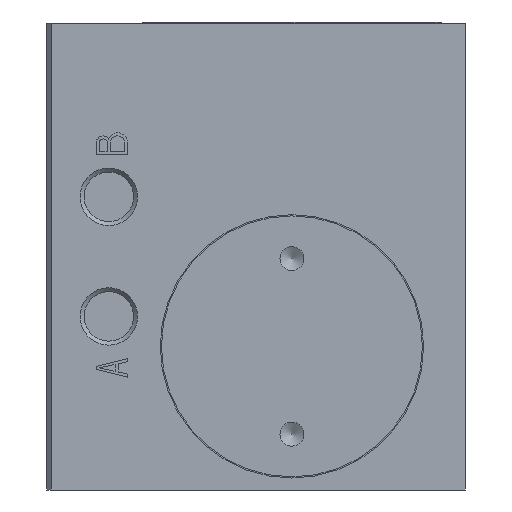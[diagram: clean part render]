
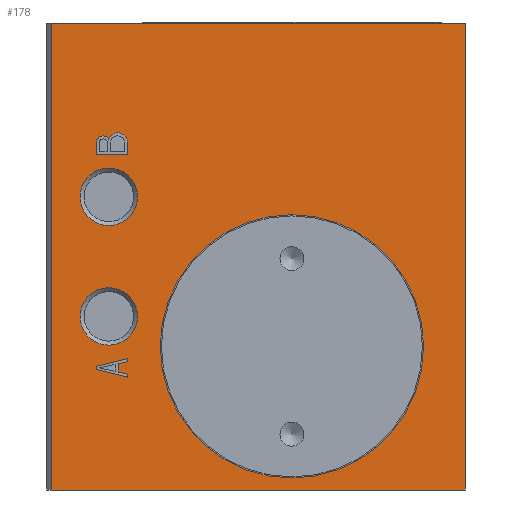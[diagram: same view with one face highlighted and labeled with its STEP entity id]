
A CAD part, left-side view. The second image highlights one B-rep face of the part: STEP entity #178.
In plain terms, the highlighted face is planar.
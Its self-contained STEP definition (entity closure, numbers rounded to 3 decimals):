
#178 = ADVANCED_FACE( '', ( #340, #341, #342, #343, #344, #345 ), #346, .F. );
#340 = FACE_BOUND( '', #699, .T. );
#341 = FACE_BOUND( '', #700, .T. );
#342 = FACE_BOUND( '', #701, .T. );
#343 = FACE_OUTER_BOUND( '', #702, .T. );
#344 = FACE_BOUND( '', #703, .T. );
#345 = FACE_BOUND( '', #704, .T. );
#346 = PLANE( '', #705 );
#699 = EDGE_LOOP( '', ( #1122, #1123, #1124, #1125, #1126 ) );
#700 = EDGE_LOOP( '', ( #1127 ) );
#701 = EDGE_LOOP( '', ( #1128 ) );
#702 = EDGE_LOOP( '', ( #1129, #1130, #1131, #1132 ) );
#703 = EDGE_LOOP( '', ( #1133 ) );
#704 = EDGE_LOOP( '', ( #1134, #1135, #1136, #1137, #1138, #1139, #1140, #1141 ) );
#705 = AXIS2_PLACEMENT_3D( '', #1142, #1143, #1144 );
#1122 = ORIENTED_EDGE( '', *, *, #2062, .F. );
#1123 = ORIENTED_EDGE( '', *, *, #2063, .F. );
#1124 = ORIENTED_EDGE( '', *, *, #2064, .F. );
#1125 = ORIENTED_EDGE( '', *, *, #2065, .F. );
#1126 = ORIENTED_EDGE( '', *, *, #2066, .F. );
#1127 = ORIENTED_EDGE( '', *, *, #2067, .T. );
#1128 = ORIENTED_EDGE( '', *, *, #2068, .F. );
#1129 = ORIENTED_EDGE( '', *, *, #2049, .T. );
#1130 = ORIENTED_EDGE( '', *, *, #2069, .F. );
#1131 = ORIENTED_EDGE( '', *, *, #2070, .F. );
#1132 = ORIENTED_EDGE( '', *, *, #2071, .T. );
#1133 = ORIENTED_EDGE( '', *, *, #2072, .F. );
#1134 = ORIENTED_EDGE( '', *, *, #2073, .T. );
#1135 = ORIENTED_EDGE( '', *, *, #2074, .T. );
#1136 = ORIENTED_EDGE( '', *, *, #2075, .T. );
#1137 = ORIENTED_EDGE( '', *, *, #2076, .T. );
#1138 = ORIENTED_EDGE( '', *, *, #2077, .T. );
#1139 = ORIENTED_EDGE( '', *, *, #2078, .T. );
#1140 = ORIENTED_EDGE( '', *, *, #2079, .T. );
#1141 = ORIENTED_EDGE( '', *, *, #2080, .T. );
#1142 = CARTESIAN_POINT( '', ( 19.5, 7., -45. ) );
#1143 = DIRECTION( '', ( 0., 0., 1. ) );
#1144 = DIRECTION( '', ( 1., 0., 0. ) );
#2049 = EDGE_CURVE( '', #2365, #2363, #2366, .T. );
#2062 = EDGE_CURVE( '', #2390, #2391, #2392, .T. );
#2063 = EDGE_CURVE( '', #2393, #2390, #2394, .T. );
#2064 = EDGE_CURVE( '', #2395, #2393, #2396, .T. );
#2065 = EDGE_CURVE( '', #2397, #2395, #2398, .T. );
#2066 = EDGE_CURVE( '', #2391, #2397, #2399, .T. );
#2067 = EDGE_CURVE( '', #2400, #2400, #2401, .T. );
#2068 = EDGE_CURVE( '', #2402, #2402, #2403, .F. );
#2069 = EDGE_CURVE( '', #2404, #2363, #2405, .T. );
#2070 = EDGE_CURVE( '', #2406, #2404, #2407, .T. );
#2071 = EDGE_CURVE( '', #2406, #2365, #2408, .T. );
#2072 = EDGE_CURVE( '', #2409, #2409, #2410, .F. );
#2073 = EDGE_CURVE( '', #2411, #2412, #2413, .T. );
#2074 = EDGE_CURVE( '', #2412, #2414, #2415, .T. );
#2075 = EDGE_CURVE( '', #2414, #2416, #2417, .T. );
#2076 = EDGE_CURVE( '', #2416, #2418, #2419, .T. );
#2077 = EDGE_CURVE( '', #2418, #2420, #2421, .T. );
#2078 = EDGE_CURVE( '', #2420, #2422, #2423, .T. );
#2079 = EDGE_CURVE( '', #2422, #2424, #2425, .T. );
#2080 = EDGE_CURVE( '', #2424, #2411, #2426, .T. );
#2363 = VERTEX_POINT( '', #2894 );
#2365 = VERTEX_POINT( '', #2897 );
#2366 = LINE( '', #2898, #2899 );
#2390 = VERTEX_POINT( '', #2929 );
#2391 = VERTEX_POINT( '', #2930 );
#2392 = LINE( '', #2931, #2932 );
#2393 = VERTEX_POINT( '', #2933 );
#2394 = LINE( '', #2934, #2935 );
#2395 = VERTEX_POINT( '', #2936 );
#2396 = CIRCLE( '', #2937, 0.565 );
#2397 = VERTEX_POINT( '', #2938 );
#2398 = CIRCLE( '', #2939, 0.806 );
#2399 = LINE( '', #2940, #2941 );
#2400 = VERTEX_POINT( '', #2942 );
#2401 = CIRCLE( '', #2943, 11. );
#2402 = VERTEX_POINT( '', #2944 );
#2403 = CIRCLE( '', #2945, 2.4 );
#2404 = VERTEX_POINT( '', #2946 );
#2405 = LINE( '', #2947, #2948 );
#2406 = VERTEX_POINT( '', #2949 );
#2407 = LINE( '', #2950, #2951 );
#2408 = LINE( '', #2952, #2953 );
#2409 = VERTEX_POINT( '', #2954 );
#2410 = CIRCLE( '', #2955, 2.4 );
#2411 = VERTEX_POINT( '', #2956 );
#2412 = VERTEX_POINT( '', #2957 );
#2413 = LINE( '', #2958, #2959 );
#2414 = VERTEX_POINT( '', #2960 );
#2415 = LINE( '', #2961, #2962 );
#2416 = VERTEX_POINT( '', #2963 );
#2417 = LINE( '', #2964, #2965 );
#2418 = VERTEX_POINT( '', #2966 );
#2419 = LINE( '', #2967, #2968 );
#2420 = VERTEX_POINT( '', #2969 );
#2421 = LINE( '', #2970, #2971 );
#2422 = VERTEX_POINT( '', #2972 );
#2423 = LINE( '', #2973, #2974 );
#2424 = VERTEX_POINT( '', #2975 );
#2425 = LINE( '', #2976, #2977 );
#2426 = LINE( '', #2978, #2979 );
#2894 = CARTESIAN_POINT( '', ( -19.5, 41.6, -45. ) );
#2897 = CARTESIAN_POINT( '', ( -19.5, 7., -45. ) );
#2898 = CARTESIAN_POINT( '', ( -19.5, 7., -45. ) );
#2899 = VECTOR( '', #3537, 1000. );
#2929 = CARTESIAN_POINT( '', ( -8.52, 37.84, -45. ) );
#2930 = CARTESIAN_POINT( '', ( -8.52, 35.24, -45. ) );
#2931 = CARTESIAN_POINT( '', ( -8.52, 37.84, -45. ) );
#2932 = VECTOR( '', #3562, 1000. );
#2933 = CARTESIAN_POINT( '', ( -9.56, 37.84, -45. ) );
#2934 = CARTESIAN_POINT( '', ( -9.56, 37.84, -45. ) );
#2935 = VECTOR( '', #3563, 1000. );
#2936 = CARTESIAN_POINT( '', ( -9.82, 36.8, -45. ) );
#2937 = AXIS2_PLACEMENT_3D( '', #3564, #3565, #3566 );
#2938 = CARTESIAN_POINT( '', ( -9.56, 35.24, -45. ) );
#2939 = AXIS2_PLACEMENT_3D( '', #3567, #3568, #3569 );
#2940 = CARTESIAN_POINT( '', ( -8.52, 35.24, -45. ) );
#2941 = VECTOR( '', #3570, 1000. );
#2942 = CARTESIAN_POINT( '', ( 18.5, 21.5, -45. ) );
#2943 = AXIS2_PLACEMENT_3D( '', #3571, #3572, #3573 );
#2944 = CARTESIAN_POINT( '', ( -2.6, 36.8, -45. ) );
#2945 = AXIS2_PLACEMENT_3D( '', #3574, #3575, #3576 );
#2946 = CARTESIAN_POINT( '', ( 19.5, 41.6, -45. ) );
#2947 = CARTESIAN_POINT( '', ( 19.5, 41.6, -45. ) );
#2948 = VECTOR( '', #3577, 1000. );
#2949 = CARTESIAN_POINT( '', ( 19.5, 7., -45. ) );
#2950 = CARTESIAN_POINT( '', ( 19.5, 7., -45. ) );
#2951 = VECTOR( '', #3578, 1000. );
#2952 = CARTESIAN_POINT( '', ( 19.5, 7., -45. ) );
#2953 = VECTOR( '', #3579, 1000. );
#2954 = CARTESIAN_POINT( '', ( 7.4, 36.8, -45. ) );
#2955 = AXIS2_PLACEMENT_3D( '', #3580, #3581, #3582 );
#2956 = CARTESIAN_POINT( '', ( 9.17, 37.84, -45. ) );
#2957 = CARTESIAN_POINT( '', ( 8.52, 35.24, -45. ) );
#2958 = CARTESIAN_POINT( '', ( 9.17, 37.84, -45. ) );
#2959 = VECTOR( '', #3583, 1000. );
#2960 = CARTESIAN_POINT( '', ( 8.78, 35.24, -45. ) );
#2961 = CARTESIAN_POINT( '', ( 8.52, 35.24, -45. ) );
#2962 = VECTOR( '', #3584, 1000. );
#2963 = CARTESIAN_POINT( '', ( 8.953, 36.02, -45. ) );
#2964 = CARTESIAN_POINT( '', ( 8.78, 35.24, -45. ) );
#2965 = VECTOR( '', #3585, 1000. );
#2966 = CARTESIAN_POINT( '', ( 9.647, 36.02, -45. ) );
#2967 = CARTESIAN_POINT( '', ( 8.953, 36.02, -45. ) );
#2968 = VECTOR( '', #3586, 1000. );
#2969 = CARTESIAN_POINT( '', ( 9.82, 35.24, -45. ) );
#2970 = CARTESIAN_POINT( '', ( 9.647, 36.02, -45. ) );
#2971 = VECTOR( '', #3587, 1000. );
#2972 = CARTESIAN_POINT( '', ( 10.08, 35.24, -45. ) );
#2973 = CARTESIAN_POINT( '', ( 9.82, 35.24, -45. ) );
#2974 = VECTOR( '', #3588, 1000. );
#2975 = CARTESIAN_POINT( '', ( 9.43, 37.84, -45. ) );
#2976 = CARTESIAN_POINT( '', ( 10.08, 35.24, -45. ) );
#2977 = VECTOR( '', #3589, 1000. );
#2978 = CARTESIAN_POINT( '', ( 9.43, 37.84, -45. ) );
#2979 = VECTOR( '', #3590, 1000. );
#3537 = DIRECTION( '', ( 0., 1., 0. ) );
#3562 = DIRECTION( '', ( 0., -1., 0. ) );
#3563 = DIRECTION( '', ( 1., 0., 0. ) );
#3564 = CARTESIAN_POINT( '', ( -9.517, 37.277, -45. ) );
#3565 = DIRECTION( '', ( 0., 0., -1. ) );
#3566 = DIRECTION( '', ( -1., 0., 0. ) );
#3567 = CARTESIAN_POINT( '', ( -9.534, 36.046, -45. ) );
#3568 = DIRECTION( '', ( 0., 0., -1. ) );
#3569 = DIRECTION( '', ( -1., 0., 0. ) );
#3570 = DIRECTION( '', ( -1., 0., 0. ) );
#3571 = CARTESIAN_POINT( '', ( 7.5, 21.5, -45. ) );
#3572 = DIRECTION( '', ( 0., 0., 1. ) );
#3573 = DIRECTION( '', ( 1., 0., 0. ) );
#3574 = CARTESIAN_POINT( '', ( -5., 36.8, -45. ) );
#3575 = DIRECTION( '', ( 0., 0., 1. ) );
#3576 = DIRECTION( '', ( 1., 0., 0. ) );
#3577 = DIRECTION( '', ( -1., 0., 0. ) );
#3578 = DIRECTION( '', ( 0., 1., 0. ) );
#3579 = DIRECTION( '', ( -1., 0., 0. ) );
#3580 = CARTESIAN_POINT( '', ( 5., 36.8, -45. ) );
#3581 = DIRECTION( '', ( 0., 0., 1. ) );
#3582 = DIRECTION( '', ( 1., 0., 0. ) );
#3583 = DIRECTION( '', ( -0.243, -0.97, 0. ) );
#3584 = DIRECTION( '', ( 1., 0., 0. ) );
#3585 = DIRECTION( '', ( 0.217, 0.976, 0. ) );
#3586 = DIRECTION( '', ( 1., 0., 0. ) );
#3587 = DIRECTION( '', ( 0.217, -0.976, 0. ) );
#3588 = DIRECTION( '', ( 1., 0., 0. ) );
#3589 = DIRECTION( '', ( -0.243, 0.97, 0. ) );
#3590 = DIRECTION( '', ( -1., 0., 0. ) );
